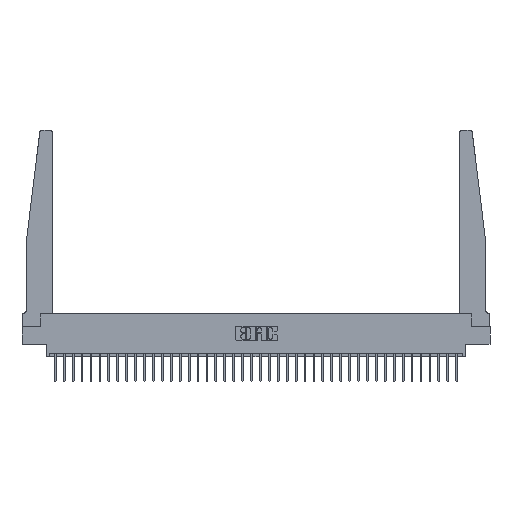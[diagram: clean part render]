
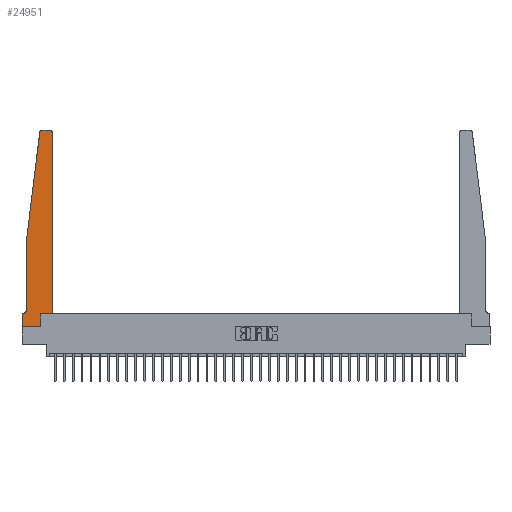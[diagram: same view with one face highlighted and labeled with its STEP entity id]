
A CAD part, top view. The second image highlights one B-rep face of the part: STEP entity #24951.
In plain terms, the highlighted planar face has unit normal (0, 0, 1).
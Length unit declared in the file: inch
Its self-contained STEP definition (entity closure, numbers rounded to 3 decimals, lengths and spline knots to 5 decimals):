
#142 = LINE ( 'NONE', #10926, #12805 ) ;
#617 = DIRECTION ( 'NONE',  ( 1., 0., 0. ) ) ;
#963 = CARTESIAN_POINT ( 'NONE',  ( 0.425, 0.18, 0.37 ) ) ;
#979 = CARTESIAN_POINT ( 'NONE',  ( 0.2605, 0.18, 0.37 ) ) ;
#1349 = EDGE_CURVE ( 'NONE', #23791, #25050, #22789, .T. ) ;
#1377 = ORIENTED_EDGE ( 'NONE', *, *, #1349, .T. ) ;
#1472 = LINE ( 'NONE', #30586, #15260 ) ;
#1525 = VERTEX_POINT ( 'NONE', #33184 ) ;
#1681 = CIRCLE ( 'NONE', #16902, 0.03 ) ;
#1948 = CARTESIAN_POINT ( 'NONE',  ( 0.015, 0.1875, 0.37 ) ) ;
#2143 = DIRECTION ( 'NONE',  ( 0., 0., 1. ) ) ;
#2376 = CARTESIAN_POINT ( 'NONE',  ( 0., 0., 0.37 ) ) ;
#2378 = CARTESIAN_POINT ( 'NONE',  ( 0.425, 0.18, 0.37 ) ) ;
#2416 = VERTEX_POINT ( 'NONE', #8593 ) ;
#3501 = CARTESIAN_POINT ( 'NONE',  ( 0.425, 2.72, 0.37 ) ) ;
#3907 = ORIENTED_EDGE ( 'NONE', *, *, #10633, .T. ) ;
#4110 = VECTOR ( 'NONE', #24076, 39.37008 ) ;
#4504 = CARTESIAN_POINT ( 'NONE',  ( 0., 0.1875, 0.37 ) ) ;
#4747 = ORIENTED_EDGE ( 'NONE', *, *, #28812, .T. ) ;
#5320 = DIRECTION ( 'NONE',  ( 0., 1., 0. ) ) ;
#6256 = CARTESIAN_POINT ( 'NONE',  ( 0.24675, 2.72367, 0.37 ) ) ;
#6457 = ORIENTED_EDGE ( 'NONE', *, *, #31331, .T. ) ;
#6526 = EDGE_CURVE ( 'NONE', #24546, #14096, #32129, .T. ) ;
#6616 = DIRECTION ( 'NONE',  ( -0.122, -0.992, 0. ) ) ;
#6735 = VECTOR ( 'NONE', #21262, 39.37008 ) ;
#7276 = VECTOR ( 'NONE', #617, 39.37008 ) ;
#7544 = VECTOR ( 'NONE', #27098, 39.37008 ) ;
#8242 = ORIENTED_EDGE ( 'NONE', *, *, #15462, .T. ) ;
#8593 = CARTESIAN_POINT ( 'NONE',  ( 0.065, 1.25, 0.37 ) ) ;
#8786 = EDGE_CURVE ( 'NONE', #14096, #19926, #27437, .T. ) ;
#8848 = CARTESIAN_POINT ( 'NONE',  ( 0.27653, 2.72, 0.37 ) ) ;
#9070 = EDGE_CURVE ( 'NONE', #18036, #1525, #23542, .T. ) ;
#9223 = LINE ( 'NONE', #30906, #26869 ) ;
#9388 = VERTEX_POINT ( 'NONE', #6256 ) ;
#9836 = CARTESIAN_POINT ( 'NONE',  ( 0.065, 0.1875, 0.37 ) ) ;
#10233 = EDGE_CURVE ( 'NONE', #25591, #26950, #31542, .T. ) ;
#10633 = EDGE_CURVE ( 'NONE', #9388, #2416, #1472, .T. ) ;
#10646 = FACE_OUTER_BOUND ( 'NONE', #21356, .T. ) ;
#10926 = CARTESIAN_POINT ( 'NONE',  ( 0.25, 2.75, 0.37 ) ) ;
#11026 = AXIS2_PLACEMENT_3D ( 'NONE', #19087, #32508, #26675 ) ;
#12805 = VECTOR ( 'NONE', #16732, 39.37008 ) ;
#13446 = CARTESIAN_POINT ( 'NONE',  ( 0.2605, 0.18, 0.37 ) ) ;
#13468 = PLANE ( 'NONE',  #11026 ) ;
#13794 = ORIENTED_EDGE ( 'NONE', *, *, #28116, .T. ) ;
#14096 = VERTEX_POINT ( 'NONE', #979 ) ;
#14359 = ORIENTED_EDGE ( 'NONE', *, *, #8786, .T. ) ;
#15260 = VECTOR ( 'NONE', #6616, 39.37008 ) ;
#15462 = EDGE_CURVE ( 'NONE', #19926, #23791, #23721, .T. ) ;
#15934 = CARTESIAN_POINT ( 'NONE',  ( 0.425, 0.18, 0.37 ) ) ;
#15964 = ORIENTED_EDGE ( 'NONE', *, *, #22696, .T. ) ;
#16353 = LINE ( 'NONE', #32054, #7544 ) ;
#16732 = DIRECTION ( 'NONE',  ( -1., 0., 0. ) ) ;
#16902 = AXIS2_PLACEMENT_3D ( 'NONE', #8848, #22406, #24886 ) ;
#18036 = VERTEX_POINT ( 'NONE', #4504 ) ;
#19087 = CARTESIAN_POINT ( 'NONE',  ( 0., 0.1875, 0.37 ) ) ;
#19906 = CARTESIAN_POINT ( 'NONE',  ( 0.015, 0.2375, 0.37 ) ) ;
#19926 = VERTEX_POINT ( 'NONE', #15934 ) ;
#20058 = DIRECTION ( 'NONE',  ( -1., 0., 0. ) ) ;
#21262 = DIRECTION ( 'NONE',  ( 0., -1., 0. ) ) ;
#21356 = EDGE_LOOP ( 'NONE', ( #4747, #25698, #3907, #15964, #31583, #6457, #23875, #13794, #28719, #14359, #8242, #1377 ) ) ;
#21422 = CARTESIAN_POINT ( 'NONE',  ( 0.2605, 0., 0.37 ) ) ;
#22406 = DIRECTION ( 'NONE',  ( 0., 0., 1. ) ) ;
#22696 = EDGE_CURVE ( 'NONE', #2416, #25591, #16353, .T. ) ;
#22789 = CIRCLE ( 'NONE', #31816, 0.03 ) ;
#23108 = AXIS2_PLACEMENT_3D ( 'NONE', #19906, #25207, #30661 ) ;
#23542 = LINE ( 'NONE', #2376, #6735 ) ;
#23721 = LINE ( 'NONE', #2378, #4110 ) ;
#23791 = VERTEX_POINT ( 'NONE', #3501 ) ;
#23875 = ORIENTED_EDGE ( 'NONE', *, *, #9070, .T. ) ;
#24076 = DIRECTION ( 'NONE',  ( 0., 1., 0. ) ) ;
#24546 = VERTEX_POINT ( 'NONE', #21422 ) ;
#24886 = DIRECTION ( 'NONE',  ( 1., 0., 0. ) ) ;
#24951 = ADVANCED_FACE ( 'NONE', ( #10646 ), #13468, .T. ) ;
#24992 = CARTESIAN_POINT ( 'NONE',  ( 0.065, 0.2375, 0.37 ) ) ;
#25050 = VERTEX_POINT ( 'NONE', #27200 ) ;
#25207 = DIRECTION ( 'NONE',  ( 0., 0., -1. ) ) ;
#25529 = LINE ( 'NONE', #9836, #27542 ) ;
#25591 = VERTEX_POINT ( 'NONE', #24992 ) ;
#25698 = ORIENTED_EDGE ( 'NONE', *, *, #32056, .T. ) ;
#26126 = VERTEX_POINT ( 'NONE', #34325 ) ;
#26675 = DIRECTION ( 'NONE',  ( 1., 0., 0. ) ) ;
#26869 = VECTOR ( 'NONE', #33737, 39.37008 ) ;
#26950 = VERTEX_POINT ( 'NONE', #1948 ) ;
#27098 = DIRECTION ( 'NONE',  ( 0., -1., 0. ) ) ;
#27200 = CARTESIAN_POINT ( 'NONE',  ( 0.395, 2.75, 0.37 ) ) ;
#27437 = LINE ( 'NONE', #963, #7276 ) ;
#27542 = VECTOR ( 'NONE', #20058, 39.37008 ) ;
#28116 = EDGE_CURVE ( 'NONE', #1525, #24546, #9223, .T. ) ;
#28719 = ORIENTED_EDGE ( 'NONE', *, *, #6526, .T. ) ;
#28812 = EDGE_CURVE ( 'NONE', #25050, #26126, #142, .T. ) ;
#29654 = DIRECTION ( 'NONE',  ( 1., 0., 0. ) ) ;
#30586 = CARTESIAN_POINT ( 'NONE',  ( 0.065, 1.25, 0.37 ) ) ;
#30661 = DIRECTION ( 'NONE',  ( -1., 0., 0. ) ) ;
#30906 = CARTESIAN_POINT ( 'NONE',  ( 0., 0., 0.37 ) ) ;
#31331 = EDGE_CURVE ( 'NONE', #26950, #18036, #25529, .T. ) ;
#31542 = CIRCLE ( 'NONE', #23108, 0.05 ) ;
#31583 = ORIENTED_EDGE ( 'NONE', *, *, #10233, .T. ) ;
#31816 = AXIS2_PLACEMENT_3D ( 'NONE', #34790, #2143, #29654 ) ;
#32054 = CARTESIAN_POINT ( 'NONE',  ( 0.065, 1.25, 0.37 ) ) ;
#32056 = EDGE_CURVE ( 'NONE', #26126, #9388, #1681, .T. ) ;
#32129 = LINE ( 'NONE', #13446, #32526 ) ;
#32508 = DIRECTION ( 'NONE',  ( 0., 0., 1. ) ) ;
#32526 = VECTOR ( 'NONE', #5320, 39.37008 ) ;
#33184 = CARTESIAN_POINT ( 'NONE',  ( 0., 0., 0.37 ) ) ;
#33737 = DIRECTION ( 'NONE',  ( 1., 0., 0. ) ) ;
#34325 = CARTESIAN_POINT ( 'NONE',  ( 0.27653, 2.75, 0.37 ) ) ;
#34790 = CARTESIAN_POINT ( 'NONE',  ( 0.395, 2.72, 0.37 ) ) ;
